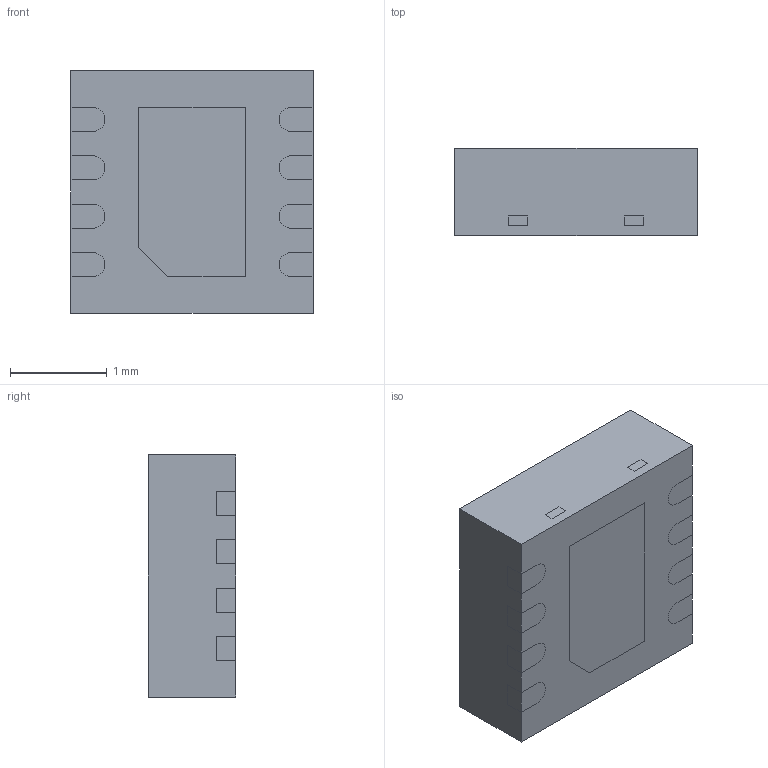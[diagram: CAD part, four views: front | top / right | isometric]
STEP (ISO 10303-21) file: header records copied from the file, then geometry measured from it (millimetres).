
FILE_DESCRIPTION (( 'STEP AP214' ), '1' );
FILE_NAME ('SHT31-DIS_DFN-8.STEP', '2023-03-30T13:57:44', ( '' ), ( '' ), 'SwSTEP 2.0', 'SolidWorks 2022', '' );
FILE_SCHEMA (( 'AUTOMOTIVE_DESIGN' ));
Length unit declared in the file: millimetre
Products named in the file (1): SHT31-DIS_DFN-8
Bounding box: 2.5 x 0.9 x 2.5 mm (x, y, z)
Volume: 5.4 mm3; surface area: 32.3 mm2
Topology: 12 solids, 12 shells, 129 faces, 298 edges, 198 vertices
Faces by surface type: plane 107, cylinder 18, torus 2, cone 2
Entity records: 5172 total; most frequent: CARTESIAN_POINT 626, DIRECTION 602, ORIENTED_EDGE 596, EDGE_CURVE 298, VECTOR 254, LINE 254, VERTEX_POINT 198, AXIS2_PLACEMENT_3D 174
